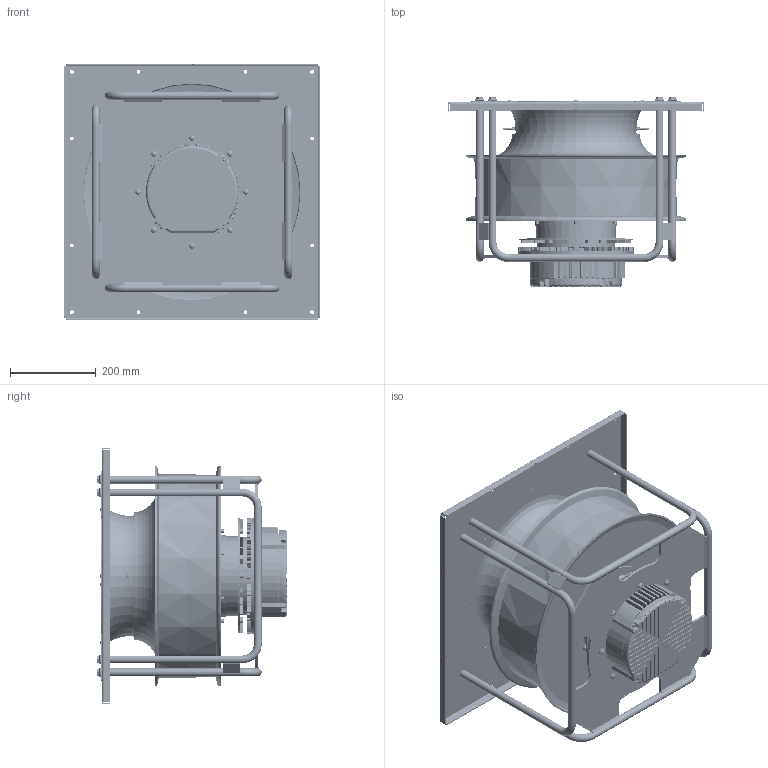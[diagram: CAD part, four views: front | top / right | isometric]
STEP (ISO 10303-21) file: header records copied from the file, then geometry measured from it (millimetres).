
FILE_DESCRIPTION((''),'2;1');
FILE_NAME('1194490_ASM','2023-12-21T15:49:06',('mkulawiak'),(''),'CREO PARAMETRIC BY PTC INC, 2022484','CREO PARAMETRIC BY PTC INC, 2022484','');
FILE_SCHEMA(('CONFIG_CONTROL_DESIGN'));
Length unit declared in the file: millimetre
Products named in the file (29): 1196057; 1172586; 1172587; 1196425_ASM; 1171508; 1173619; 1173620; 1195167; 1111787; 1194489_ASM; 1171449; 1193896; 1198267; FILLET_WELD_ID_1315; 1194432; 1210520; FILLET_WELD_ID_7570; FILLET_WELD_ID_7690; FILLET_WELD_ID_7816; FILLET_WELD_ID_7837; FILLET_WELD_ID_7862; FILLET_WELD_ID_7883; FILLET_WELD_ID_7908; FILLET_WELD_ID_7929; 1210881_ASM; 1195169; 1210435; 1210529; 1194490_ASM
Assembly tree (74 placements, depth 4):
  1194490_ASM
    1194489_ASM
      1196057
      1196425_ASM
        1172586
        1172587
      1171508
      1173619  x2
      1173620  x2
      1195167  x6
      1111787  x2
    1171449
    1210881_ASM
      1193896  x4
      1198267
      FILLET_WELD_ID_1315
      1194432  x8
      1210520  x4
      FILLET_WELD_ID_7570
      FILLET_WELD_ID_7690
      FILLET_WELD_ID_7816
      FILLET_WELD_ID_7837
      FILLET_WELD_ID_7862
      FILLET_WELD_ID_7883
      FILLET_WELD_ID_7908
      FILLET_WELD_ID_7929
    1195167  x8
    1195169  x8
    1210435  x4
    1210529  x8
Bounding box: 600 x 445.6 x 600 mm (x, y, z)
Volume: 32876161 mm3; surface area: 3533412.9 mm2
Topology: 85 solids, 115 shells, 6017 faces, 16231 edges, 10341 vertices
Faces by surface type: plane 2830, cylinder 2225, cone 380, torus 378, sphere 102, bspline 102
Entity records: 109673 total; most frequent: CARTESIAN_POINT 27645, DIRECTION 17646, ORIENTED_EDGE 17068, EDGE_CURVE 8552, AXIS2_PLACEMENT_3D 6821, VERTEX_POINT 5515, VECTOR 4004, LINE 4004
